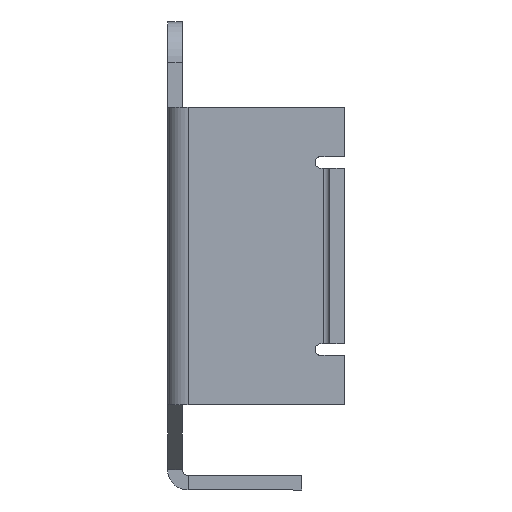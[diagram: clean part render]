
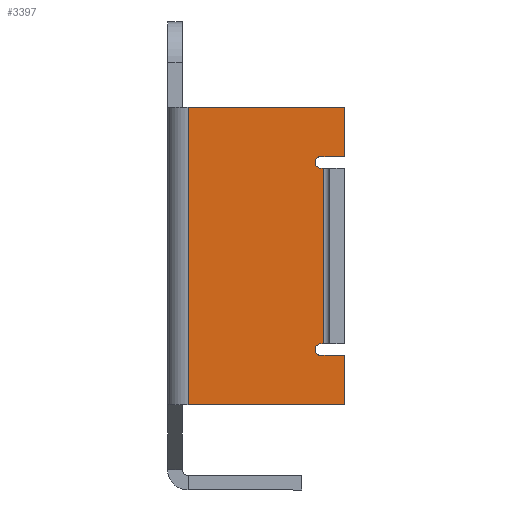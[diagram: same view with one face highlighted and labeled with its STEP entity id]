
A CAD part, left-side view. The second image highlights one B-rep face of the part: STEP entity #3397.
In plain terms, the highlighted planar face has unit normal (-1, 0, 0).
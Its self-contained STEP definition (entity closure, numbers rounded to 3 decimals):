
#12 = CARTESIAN_POINT ( 'NONE',  ( -4., 2.67, 2.54 ) ) ;
#37 = ORIENTED_EDGE ( 'NONE', *, *, #886, .F. ) ;
#52 = CIRCLE ( 'NONE', #1435, 0.1 ) ;
#72 = VERTEX_POINT ( 'NONE', #3331 ) ;
#81 = CARTESIAN_POINT ( 'NONE',  ( -4., 2.67, 2.54 ) ) ;
#109 = VERTEX_POINT ( 'NONE', #3021 ) ;
#126 = CARTESIAN_POINT ( 'NONE',  ( -4., 0.35, 1.5 ) ) ;
#130 = VECTOR ( 'NONE', #2233, 1000. ) ;
#137 = CIRCLE ( 'NONE', #1557, 0.1 ) ;
#139 = DIRECTION ( 'NONE',  ( 1., 0., 0. ) ) ;
#158 = VERTEX_POINT ( 'NONE', #2496 ) ;
#161 = EDGE_CURVE ( 'NONE', #723, #806, #298, .T. ) ;
#176 = LINE ( 'NONE', #126, #130 ) ;
#187 = VERTEX_POINT ( 'NONE', #2532 ) ;
#205 = DIRECTION ( 'NONE',  ( 0., -1., 0. ) ) ;
#280 = LINE ( 'NONE', #2918, #3190 ) ;
#291 = EDGE_CURVE ( 'NONE', #806, #158, #2086, .T. ) ;
#298 = LINE ( 'NONE', #422, #458 ) ;
#337 = VERTEX_POINT ( 'NONE', #1825 ) ;
#338 = DIRECTION ( 'NONE',  ( -1., 0., 0. ) ) ;
#413 = DIRECTION ( 'NONE',  ( 0., 1., 0. ) ) ;
#419 = EDGE_LOOP ( 'NONE', ( #1678, #2424, #1848, #2879, #2599, #452, #1802, #1803, #37, #1607, #1904, #547, #1375, #1268 ) ) ;
#422 = CARTESIAN_POINT ( 'NONE',  ( -4., 2.77, 2.54 ) ) ;
#443 = DIRECTION ( 'NONE',  ( -1., 0., 0. ) ) ;
#452 = ORIENTED_EDGE ( 'NONE', *, *, #768, .F. ) ;
#458 = VECTOR ( 'NONE', #205, 1000. ) ;
#529 = LINE ( 'NONE', #1020, #2332 ) ;
#547 = ORIENTED_EDGE ( 'NONE', *, *, #1405, .F. ) ;
#549 = LINE ( 'NONE', #3054, #2308 ) ;
#604 = CARTESIAN_POINT ( 'NONE',  ( -4., 0.4, 1.6 ) ) ;
#693 = AXIS2_PLACEMENT_3D ( 'NONE', #604, #1088, #2402 ) ;
#713 = DIRECTION ( 'NONE',  ( 0., -1., 0. ) ) ;
#723 = VERTEX_POINT ( 'NONE', #12 ) ;
#768 = EDGE_CURVE ( 'NONE', #770, #1474, #529, .T. ) ;
#770 = VERTEX_POINT ( 'NONE', #2601 ) ;
#806 = VERTEX_POINT ( 'NONE', #2168 ) ;
#853 = CARTESIAN_POINT ( 'NONE',  ( -4., 0.4, -1.6 ) ) ;
#860 = CARTESIAN_POINT ( 'NONE',  ( -4., 0.4, -1.6 ) ) ;
#864 = DIRECTION ( 'NONE',  ( -1., 0., 0. ) ) ;
#883 = EDGE_CURVE ( 'NONE', #187, #2314, #2046, .T. ) ;
#886 = EDGE_CURVE ( 'NONE', #2841, #109, #1346, .T. ) ;
#887 = CARTESIAN_POINT ( 'NONE',  ( -4., 0., -2.54 ) ) ;
#928 = EDGE_CURVE ( 'NONE', #337, #1900, #176, .T. ) ;
#945 = DIRECTION ( 'NONE',  ( 0., 1., 0. ) ) ;
#1020 = CARTESIAN_POINT ( 'NONE',  ( -4., 0., 2.54 ) ) ;
#1088 = DIRECTION ( 'NONE',  ( -1., 0., 0. ) ) ;
#1103 = CARTESIAN_POINT ( 'NONE',  ( -4., 0., -2.54 ) ) ;
#1119 = DIRECTION ( 'NONE',  ( 0., -1., 0. ) ) ;
#1164 = VECTOR ( 'NONE', #2357, 1000. ) ;
#1217 = CARTESIAN_POINT ( 'NONE',  ( -4., 0., 0. ) ) ;
#1221 = LINE ( 'NONE', #1103, #2447 ) ;
#1235 = VERTEX_POINT ( 'NONE', #2605 ) ;
#1268 = ORIENTED_EDGE ( 'NONE', *, *, #2394, .F. ) ;
#1294 = CARTESIAN_POINT ( 'NONE',  ( -4., 0.35, -1.5 ) ) ;
#1345 = EDGE_CURVE ( 'NONE', #1900, #2841, #3233, .T. ) ;
#1346 = CIRCLE ( 'NONE', #1350, 0.1 ) ;
#1350 = AXIS2_PLACEMENT_3D ( 'NONE', #853, #864, #2951 ) ;
#1375 = ORIENTED_EDGE ( 'NONE', *, *, #883, .F. ) ;
#1405 = EDGE_CURVE ( 'NONE', #2314, #337, #280, .T. ) ;
#1427 = AXIS2_PLACEMENT_3D ( 'NONE', #1217, #139, #945 ) ;
#1435 = AXIS2_PLACEMENT_3D ( 'NONE', #860, #338, #1119 ) ;
#1449 = EDGE_CURVE ( 'NONE', #109, #72, #52, .T. ) ;
#1474 = VERTEX_POINT ( 'NONE', #887 ) ;
#1504 = CARTESIAN_POINT ( 'NONE',  ( -4., 0.4, 1.5 ) ) ;
#1511 = CARTESIAN_POINT ( 'NONE',  ( -4., 0., 2.54 ) ) ;
#1557 = AXIS2_PLACEMENT_3D ( 'NONE', #2578, #443, #713 ) ;
#1607 = ORIENTED_EDGE ( 'NONE', *, *, #1345, .F. ) ;
#1678 = ORIENTED_EDGE ( 'NONE', *, *, #2253, .F. ) ;
#1712 = VECTOR ( 'NONE', #1915, 1000. ) ;
#1773 = CARTESIAN_POINT ( 'NONE',  ( -4., 0.4, -1.5 ) ) ;
#1802 = ORIENTED_EDGE ( 'NONE', *, *, #1828, .F. ) ;
#1803 = ORIENTED_EDGE ( 'NONE', *, *, #1449, .F. ) ;
#1825 = CARTESIAN_POINT ( 'NONE',  ( -4., 0.35, 1.5 ) ) ;
#1828 = EDGE_CURVE ( 'NONE', #72, #770, #2644, .T. ) ;
#1848 = ORIENTED_EDGE ( 'NONE', *, *, #161, .F. ) ;
#1900 = VERTEX_POINT ( 'NONE', #1294 ) ;
#1904 = ORIENTED_EDGE ( 'NONE', *, *, #928, .F. ) ;
#1915 = DIRECTION ( 'NONE',  ( 0., 0., 1. ) ) ;
#1961 = VERTEX_POINT ( 'NONE', #2153 ) ;
#2046 = CIRCLE ( 'NONE', #693, 0.1 ) ;
#2081 = DIRECTION ( 'NONE',  ( 0., 0., -1. ) ) ;
#2086 = LINE ( 'NONE', #1511, #2445 ) ;
#2153 = CARTESIAN_POINT ( 'NONE',  ( -4., 2.67, -2.54 ) ) ;
#2168 = CARTESIAN_POINT ( 'NONE',  ( -4., 0., 2.54 ) ) ;
#2233 = DIRECTION ( 'NONE',  ( 0., 0., -1. ) ) ;
#2253 = EDGE_CURVE ( 'NONE', #158, #1235, #549, .T. ) ;
#2308 = VECTOR ( 'NONE', #413, 1000. ) ;
#2314 = VERTEX_POINT ( 'NONE', #1504 ) ;
#2332 = VECTOR ( 'NONE', #2081, 1000. ) ;
#2357 = DIRECTION ( 'NONE',  ( 0., 1., 0. ) ) ;
#2386 = VECTOR ( 'NONE', #3106, 1000. ) ;
#2392 = DIRECTION ( 'NONE',  ( 0., -1., 0. ) ) ;
#2394 = EDGE_CURVE ( 'NONE', #1235, #187, #137, .T. ) ;
#2402 = DIRECTION ( 'NONE',  ( 0., -1., 0. ) ) ;
#2424 = ORIENTED_EDGE ( 'NONE', *, *, #291, .F. ) ;
#2445 = VECTOR ( 'NONE', #3361, 1000. ) ;
#2447 = VECTOR ( 'NONE', #2494, 1000. ) ;
#2494 = DIRECTION ( 'NONE',  ( 0., 1., 0. ) ) ;
#2496 = CARTESIAN_POINT ( 'NONE',  ( -4., 0., 1.7 ) ) ;
#2532 = CARTESIAN_POINT ( 'NONE',  ( -4., 0.5, 1.6 ) ) ;
#2563 = EDGE_CURVE ( 'NONE', #1961, #723, #3241, .T. ) ;
#2578 = CARTESIAN_POINT ( 'NONE',  ( -4., 0.4, 1.6 ) ) ;
#2599 = ORIENTED_EDGE ( 'NONE', *, *, #2703, .F. ) ;
#2601 = CARTESIAN_POINT ( 'NONE',  ( -4., 0., -1.7 ) ) ;
#2605 = CARTESIAN_POINT ( 'NONE',  ( -4., 0.4, 1.7 ) ) ;
#2644 = LINE ( 'NONE', #3143, #2386 ) ;
#2653 = CARTESIAN_POINT ( 'NONE',  ( -4., 0.35, -1.5 ) ) ;
#2703 = EDGE_CURVE ( 'NONE', #1474, #1961, #1221, .T. ) ;
#2705 = FACE_OUTER_BOUND ( 'NONE', #419, .T. ) ;
#2794 = PLANE ( 'NONE',  #1427 ) ;
#2841 = VERTEX_POINT ( 'NONE', #1773 ) ;
#2879 = ORIENTED_EDGE ( 'NONE', *, *, #2563, .F. ) ;
#2918 = CARTESIAN_POINT ( 'NONE',  ( -4., 0.4, 1.5 ) ) ;
#2951 = DIRECTION ( 'NONE',  ( 0., -1., 0. ) ) ;
#3021 = CARTESIAN_POINT ( 'NONE',  ( -4., 0.5, -1.6 ) ) ;
#3054 = CARTESIAN_POINT ( 'NONE',  ( -4., 0., 1.7 ) ) ;
#3106 = DIRECTION ( 'NONE',  ( 0., -1., 0. ) ) ;
#3143 = CARTESIAN_POINT ( 'NONE',  ( -4., 0.4, -1.7 ) ) ;
#3190 = VECTOR ( 'NONE', #2392, 1000. ) ;
#3233 = LINE ( 'NONE', #2653, #1164 ) ;
#3241 = LINE ( 'NONE', #81, #1712 ) ;
#3331 = CARTESIAN_POINT ( 'NONE',  ( -4., 0.4, -1.7 ) ) ;
#3361 = DIRECTION ( 'NONE',  ( 0., 0., -1. ) ) ;
#3397 = ADVANCED_FACE ( 'NONE', ( #2705 ), #2794, .F. ) ;
